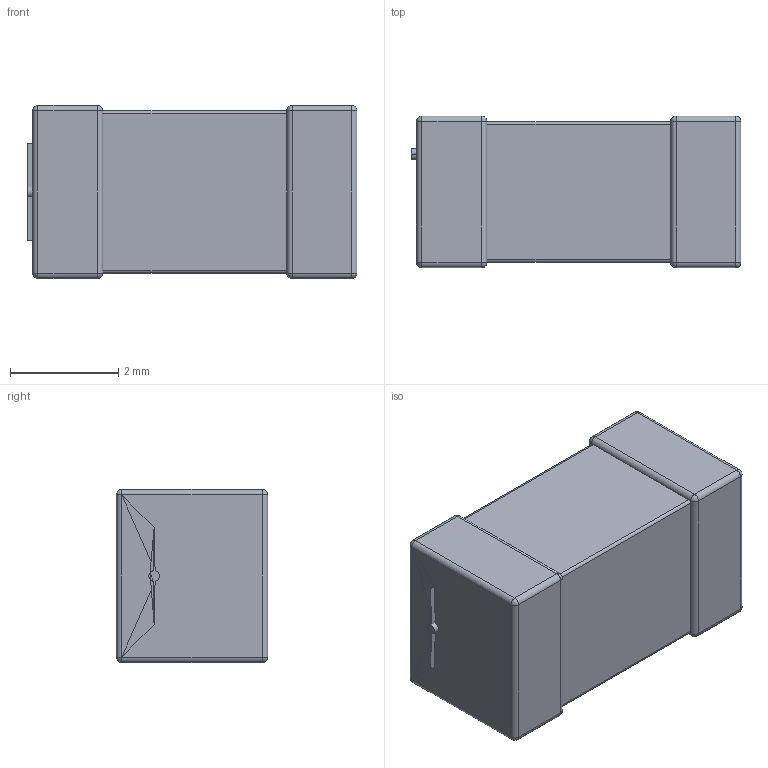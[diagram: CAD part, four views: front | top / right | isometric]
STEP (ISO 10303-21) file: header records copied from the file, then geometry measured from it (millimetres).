
FILE_DESCRIPTION (( 'STEP AP214' ), '1' );
FILE_NAME ( 'C_2312_6032Metric_Pol_L.STEP', '2019-02-02T20:58:45', ( '' ), ( '' ), 'Part was generated with the free Library Expert Lite available at www.PCBLibraries.com. Removing line will violate the End User License Agreement.', '©2017 PCB Libraries, Inc.', '' );
FILE_SCHEMA (( 'AUTOMOTIVE_DESIGN' ));
Length unit declared in the file: millimetre
Products named in the file (1): C_2312_6032Metric_Pol_L
Bounding box: 6.1 x 2.8 x 3.2 mm (x, y, z)
Volume: 49.7 mm3; surface area: 118 mm2
Topology: 3 solids, 3 shells, 65 faces, 142 edges, 68 vertices
Faces by surface type: cylinder 30, plane 19, sphere 16
Entity records: 1859 total; most frequent: DIRECTION 318, CARTESIAN_POINT 260, ORIENTED_EDGE 252, AXIS2_PLACEMENT_3D 126, EDGE_CURVE 126, STYLED_ITEM 69, PRESENTATION_LAYER_ASSIGNMENT 69, MECHANICAL_DESIGN_GEOMETRIC_PRESENTATION_REPRESENTATION 69
